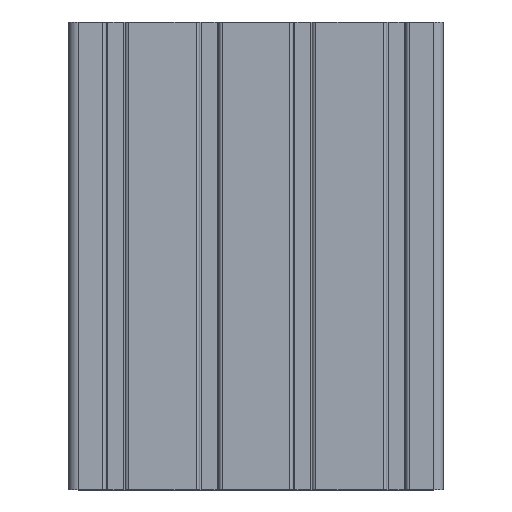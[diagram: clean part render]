
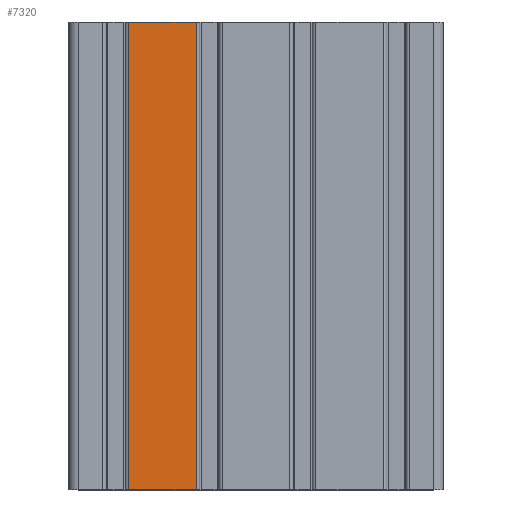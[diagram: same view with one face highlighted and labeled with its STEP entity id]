
A CAD part, top view. The second image highlights one B-rep face of the part: STEP entity #7320.
In plain terms, the highlighted planar face has unit normal (0, 0, 1).
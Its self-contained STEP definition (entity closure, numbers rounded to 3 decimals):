
#780=FACE_OUTER_BOUND('',#1158,.T.);
#1158=EDGE_LOOP('',(#5287,#5288,#5289,#5290));
#1705=LINE('',#11450,#2429);
#1706=LINE('',#11454,#2430);
#1707=LINE('',#11456,#2431);
#1708=LINE('',#11457,#2432);
#2429=VECTOR('',#9151,200.);
#2430=VECTOR('',#9156,28.8);
#2431=VECTOR('',#9157,200.);
#2432=VECTOR('',#9158,28.8);
#3171=VERTEX_POINT('',#11447);
#3172=VERTEX_POINT('',#11449);
#3173=VERTEX_POINT('',#11453);
#3174=VERTEX_POINT('',#11455);
#4042=EDGE_CURVE('',#3172,#3171,#1705,.T.);
#4044=EDGE_CURVE('',#3171,#3173,#1706,.T.);
#4045=EDGE_CURVE('',#3174,#3173,#1707,.T.);
#4046=EDGE_CURVE('',#3172,#3174,#1708,.T.);
#5287=ORIENTED_EDGE('',*,*,#4044,.T.);
#5288=ORIENTED_EDGE('',*,*,#4045,.F.);
#5289=ORIENTED_EDGE('',*,*,#4046,.F.);
#5290=ORIENTED_EDGE('',*,*,#4042,.T.);
#7073=PLANE('',#7838);
#7320=ADVANCED_FACE('',(#780),#7073,.T.);
#7838=AXIS2_PLACEMENT_3D('',#11452,#9154,#9155);
#9151=DIRECTION('',(0.,1.,0.));
#9154=DIRECTION('center_axis',(0.,0.,1.));
#9155=DIRECTION('ref_axis',(1.,0.,0.));
#9156=DIRECTION('',(-1.,0.,0.));
#9157=DIRECTION('',(0.,1.,0.));
#9158=DIRECTION('',(-1.,0.,0.));
#11447=CARTESIAN_POINT('',(-25.6,200.,20.));
#11449=CARTESIAN_POINT('',(-25.6,0.,20.));
#11450=CARTESIAN_POINT('',(-25.6,0.,20.));
#11452=CARTESIAN_POINT('Origin',(-54.4,0.,20.));
#11453=CARTESIAN_POINT('',(-54.4,200.,20.));
#11454=CARTESIAN_POINT('',(-27.2,200.,20.));
#11455=CARTESIAN_POINT('',(-54.4,0.,20.));
#11456=CARTESIAN_POINT('',(-54.4,0.,20.));
#11457=CARTESIAN_POINT('',(-27.2,0.,20.));
